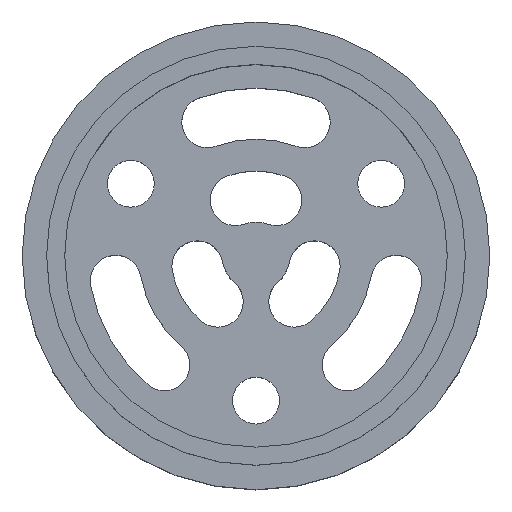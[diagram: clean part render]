
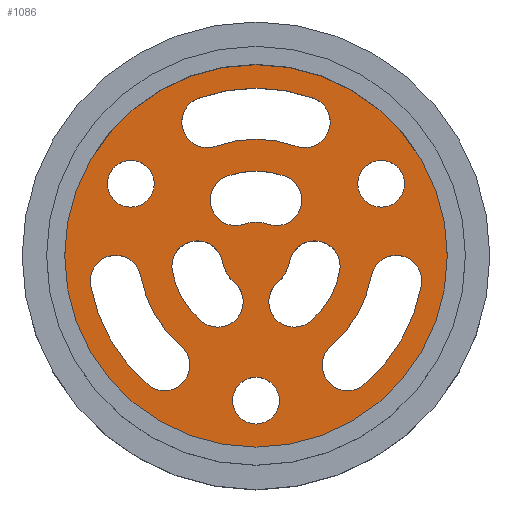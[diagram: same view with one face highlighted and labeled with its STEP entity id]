
A CAD part, top view. The second image highlights one B-rep face of the part: STEP entity #1086.
In plain terms, the highlighted planar face has unit normal (0, 0, 1).
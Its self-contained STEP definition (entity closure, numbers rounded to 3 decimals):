
#396 = VERTEX_POINT('',#397);
#397 = CARTESIAN_POINT('',(-3.535,-4.213,3.5));
#403 = EDGE_CURVE('',#396,#404,#406,.T.);
#404 = VERTEX_POINT('',#405);
#405 = CARTESIAN_POINT('',(-5.416,-0.955,3.5));
#406 = CIRCLE('',#407,5.5);
#407 = AXIS2_PLACEMENT_3D('',#408,#409,#410);
#408 = CARTESIAN_POINT('',(0.,0.,3.5)
  );
#409 = DIRECTION('',(0.,0.,-1.));
#410 = DIRECTION('',(1.,0.,0.));
#428 = VERTEX_POINT('',#429);
#429 = CARTESIAN_POINT('',(-7.78,-1.372,3.5));
#435 = EDGE_CURVE('',#428,#404,#436,.T.);
#436 = CIRCLE('',#437,1.2);
#437 = AXIS2_PLACEMENT_3D('',#438,#439,#440);
#438 = CARTESIAN_POINT('',(-6.598,-1.163,3.5));
#439 = DIRECTION('',(0.,0.,-1.));
#440 = DIRECTION('',(1.,0.,0.));
#453 = VERTEX_POINT('',#454);
#454 = CARTESIAN_POINT('',(-5.078,-6.052,3.5));
#460 = EDGE_CURVE('',#453,#428,#461,.T.);
#461 = CIRCLE('',#462,7.9);
#462 = AXIS2_PLACEMENT_3D('',#463,#464,#465);
#463 = CARTESIAN_POINT('',(0.,0.,3.5)
  );
#464 = DIRECTION('',(0.,0.,-1.));
#465 = DIRECTION('',(1.,0.,0.));
#478 = EDGE_CURVE('',#396,#453,#479,.T.);
#479 = CIRCLE('',#480,1.2);
#480 = AXIS2_PLACEMENT_3D('',#481,#482,#483);
#481 = CARTESIAN_POINT('',(-4.307,-5.132,3.5));
#482 = DIRECTION('',(0.,0.,-1.));
#483 = DIRECTION('',(1.,0.,0.));
#496 = VERTEX_POINT('',#497);
#497 = CARTESIAN_POINT('',(-1.028,-1.226,3.5));
#503 = EDGE_CURVE('',#496,#504,#506,.T.);
#504 = VERTEX_POINT('',#505);
#505 = CARTESIAN_POINT('',(-1.576,-0.278,3.5));
#506 = CIRCLE('',#507,1.6);
#507 = AXIS2_PLACEMENT_3D('',#508,#509,#510);
#508 = CARTESIAN_POINT('',(0.,0.,3.5));
#509 = DIRECTION('',(0.,0.,-1.));
#510 = DIRECTION('',(1.,0.,0.));
#528 = VERTEX_POINT('',#529);
#529 = CARTESIAN_POINT('',(-3.939,-0.695,3.5));
#535 = EDGE_CURVE('',#528,#504,#536,.T.);
#536 = CIRCLE('',#537,1.2);
#537 = AXIS2_PLACEMENT_3D('',#538,#539,#540);
#538 = CARTESIAN_POINT('',(-2.757,-0.486,3.5));
#539 = DIRECTION('',(0.,0.,-1.));
#540 = DIRECTION('',(1.,0.,0.));
#553 = VERTEX_POINT('',#554);
#554 = CARTESIAN_POINT('',(-2.571,-3.064,3.5));
#560 = EDGE_CURVE('',#553,#528,#561,.T.);
#561 = CIRCLE('',#562,4.);
#562 = AXIS2_PLACEMENT_3D('',#563,#564,#565);
#563 = CARTESIAN_POINT('',(0.,0.,3.5));
#564 = DIRECTION('',(0.,0.,-1.));
#565 = DIRECTION('',(1.,0.,0.));
#578 = EDGE_CURVE('',#496,#553,#579,.T.);
#579 = CIRCLE('',#580,1.2);
#580 = AXIS2_PLACEMENT_3D('',#581,#582,#583);
#581 = CARTESIAN_POINT('',(-1.8,-2.145,3.5));
#582 = DIRECTION('',(0.,0.,-1.));
#583 = DIRECTION('',(1.,0.,0.));
#621 = VERTEX_POINT('',#622);
#622 = CARTESIAN_POINT('',(3.939,-0.695,3.5));
#628 = EDGE_CURVE('',#621,#629,#631,.T.);
#629 = VERTEX_POINT('',#630);
#630 = CARTESIAN_POINT('',(2.571,-3.064,3.5));
#631 = CIRCLE('',#632,4.);
#632 = AXIS2_PLACEMENT_3D('',#633,#634,#635);
#633 = CARTESIAN_POINT('',(0.,0.,3.5));
#634 = DIRECTION('',(0.,0.,-1.));
#635 = DIRECTION('',(1.,0.,0.));
#653 = VERTEX_POINT('',#654);
#654 = CARTESIAN_POINT('',(1.576,-0.278,3.5));
#660 = EDGE_CURVE('',#653,#621,#661,.T.);
#661 = CIRCLE('',#662,1.2);
#662 = AXIS2_PLACEMENT_3D('',#663,#664,#665);
#663 = CARTESIAN_POINT('',(2.757,-0.486,3.5));
#664 = DIRECTION('',(0.,0.,-1.));
#665 = DIRECTION('',(1.,0.,0.));
#678 = EDGE_CURVE('',#653,#679,#681,.T.);
#679 = VERTEX_POINT('',#680);
#680 = CARTESIAN_POINT('',(1.028,-1.226,3.5));
#681 = CIRCLE('',#682,1.6);
#682 = AXIS2_PLACEMENT_3D('',#683,#684,#685);
#683 = CARTESIAN_POINT('',(0.,0.,3.5));
#684 = DIRECTION('',(0.,0.,-1.));
#685 = DIRECTION('',(1.,0.,0.));
#703 = EDGE_CURVE('',#629,#679,#704,.T.);
#704 = CIRCLE('',#705,1.2);
#705 = AXIS2_PLACEMENT_3D('',#706,#707,#708);
#706 = CARTESIAN_POINT('',(1.8,-2.145,3.5));
#707 = DIRECTION('',(0.,0.,-1.));
#708 = DIRECTION('',(1.,0.,0.));
#721 = VERTEX_POINT('',#722);
#722 = CARTESIAN_POINT('',(5.416,-0.955,3.5));
#728 = EDGE_CURVE('',#721,#729,#731,.T.);
#729 = VERTEX_POINT('',#730);
#730 = CARTESIAN_POINT('',(3.535,-4.213,3.5));
#731 = CIRCLE('',#732,5.5);
#732 = AXIS2_PLACEMENT_3D('',#733,#734,#735);
#733 = CARTESIAN_POINT('',(0.,0.,3.5)
  );
#734 = DIRECTION('',(0.,0.,-1.));
#735 = DIRECTION('',(1.,0.,0.));
#753 = VERTEX_POINT('',#754);
#754 = CARTESIAN_POINT('',(5.078,-6.052,3.5));
#760 = EDGE_CURVE('',#753,#729,#761,.T.);
#761 = CIRCLE('',#762,1.2);
#762 = AXIS2_PLACEMENT_3D('',#763,#764,#765);
#763 = CARTESIAN_POINT('',(4.307,-5.132,3.5));
#764 = DIRECTION('',(0.,0.,-1.));
#765 = DIRECTION('',(1.,0.,0.));
#778 = VERTEX_POINT('',#779);
#779 = CARTESIAN_POINT('',(7.78,-1.372,3.5));
#785 = EDGE_CURVE('',#778,#753,#786,.T.);
#786 = CIRCLE('',#787,7.9);
#787 = AXIS2_PLACEMENT_3D('',#788,#789,#790);
#788 = CARTESIAN_POINT('',(0.,0.,3.5)
  );
#789 = DIRECTION('',(0.,0.,-1.));
#790 = DIRECTION('',(1.,0.,0.));
#803 = EDGE_CURVE('',#721,#778,#804,.T.);
#804 = CIRCLE('',#805,1.2);
#805 = AXIS2_PLACEMENT_3D('',#806,#807,#808);
#806 = CARTESIAN_POINT('',(6.598,-1.163,3.5));
#807 = DIRECTION('',(0.,0.,-1.));
#808 = DIRECTION('',(1.,0.,0.));
#846 = VERTEX_POINT('',#847);
#847 = CARTESIAN_POINT('',(-0.547,1.504,3.5));
#853 = EDGE_CURVE('',#846,#854,#856,.T.);
#854 = VERTEX_POINT('',#855);
#855 = CARTESIAN_POINT('',(0.547,1.504,3.5));
#856 = CIRCLE('',#857,1.6);
#857 = AXIS2_PLACEMENT_3D('',#858,#859,#860);
#858 = CARTESIAN_POINT('',(0.,0.,3.5)
  );
#859 = DIRECTION('',(0.,0.,-1.));
#860 = DIRECTION('',(1.,0.,0.));
#878 = VERTEX_POINT('',#879);
#879 = CARTESIAN_POINT('',(1.368,3.759,3.5));
#885 = EDGE_CURVE('',#878,#854,#886,.T.);
#886 = CIRCLE('',#887,1.2);
#887 = AXIS2_PLACEMENT_3D('',#888,#889,#890);
#888 = CARTESIAN_POINT('',(0.958,2.631,3.5));
#889 = DIRECTION('',(0.,0.,-1.));
#890 = DIRECTION('',(1.,0.,0.));
#903 = VERTEX_POINT('',#904);
#904 = CARTESIAN_POINT('',(-1.368,3.759,3.5));
#910 = EDGE_CURVE('',#903,#878,#911,.T.);
#911 = CIRCLE('',#912,4.);
#912 = AXIS2_PLACEMENT_3D('',#913,#914,#915);
#913 = CARTESIAN_POINT('',(0.,0.,3.5));
#914 = DIRECTION('',(0.,0.,-1.));
#915 = DIRECTION('',(1.,0.,0.));
#928 = EDGE_CURVE('',#846,#903,#929,.T.);
#929 = CIRCLE('',#930,1.2);
#930 = AXIS2_PLACEMENT_3D('',#931,#932,#933);
#931 = CARTESIAN_POINT('',(-0.958,2.631,3.5));
#932 = DIRECTION('',(0.,0.,-1.));
#933 = DIRECTION('',(1.,0.,0.));
#971 = VERTEX_POINT('',#972);
#972 = CARTESIAN_POINT('',(-1.881,5.168,3.5));
#978 = EDGE_CURVE('',#971,#979,#981,.T.);
#979 = VERTEX_POINT('',#980);
#980 = CARTESIAN_POINT('',(1.881,5.168,3.5));
#981 = CIRCLE('',#982,5.5);
#982 = AXIS2_PLACEMENT_3D('',#983,#984,#985);
#983 = CARTESIAN_POINT('',(0.,0.,3.5));
#984 = DIRECTION('',(0.,0.,-1.));
#985 = DIRECTION('',(1.,0.,0.));
#1003 = VERTEX_POINT('',#1004);
#1004 = CARTESIAN_POINT('',(2.702,7.424,3.5));
#1010 = EDGE_CURVE('',#1003,#979,#1011,.T.);
#1011 = CIRCLE('',#1012,1.2);
#1012 = AXIS2_PLACEMENT_3D('',#1013,#1014,#1015);
#1013 = CARTESIAN_POINT('',(2.292,6.296,3.5));
#1014 = DIRECTION('',(0.,0.,-1.));
#1015 = DIRECTION('',(1.,0.,0.));
#1028 = VERTEX_POINT('',#1029);
#1029 = CARTESIAN_POINT('',(-2.702,7.424,3.5));
#1035 = EDGE_CURVE('',#1028,#1003,#1036,.T.);
#1036 = CIRCLE('',#1037,7.9);
#1037 = AXIS2_PLACEMENT_3D('',#1038,#1039,#1040);
#1038 = CARTESIAN_POINT('',(0.,0.,3.5)
  );
#1039 = DIRECTION('',(0.,0.,-1.));
#1040 = DIRECTION('',(1.,0.,0.));
#1053 = EDGE_CURVE('',#971,#1028,#1054,.T.);
#1054 = CIRCLE('',#1055,1.2);
#1055 = AXIS2_PLACEMENT_3D('',#1056,#1057,#1058);
#1056 = CARTESIAN_POINT('',(-2.292,6.296,3.5));
#1057 = DIRECTION('',(0.,0.,-1.));
#1058 = DIRECTION('',(1.,0.,0.));
#1086 = ADVANCED_FACE('',(#1087,#1098,#1104,#1110,#1121,#1127,#1133,
    #1144,#1150,#1161),#1167,.T.);
#1087 = FACE_BOUND('',#1088,.T.);
#1088 = EDGE_LOOP('',(#1089));
#1089 = ORIENTED_EDGE('',*,*,#1090,.T.);
#1090 = EDGE_CURVE('',#1091,#1091,#1093,.T.);
#1091 = VERTEX_POINT('',#1092);
#1092 = CARTESIAN_POINT('',(9.,0.,3.5));
#1093 = CIRCLE('',#1094,9.);
#1094 = AXIS2_PLACEMENT_3D('',#1095,#1096,#1097);
#1095 = CARTESIAN_POINT('',(0.,0.,3.5));
#1096 = DIRECTION('',(0.,0.,1.));
#1097 = DIRECTION('',(1.,0.,0.));
#1098 = FACE_BOUND('',#1099,.T.);
#1099 = EDGE_LOOP('',(#1100,#1101,#1102,#1103));
#1100 = ORIENTED_EDGE('',*,*,#403,.F.);
#1101 = ORIENTED_EDGE('',*,*,#478,.T.);
#1102 = ORIENTED_EDGE('',*,*,#460,.T.);
#1103 = ORIENTED_EDGE('',*,*,#435,.T.);
#1104 = FACE_BOUND('',#1105,.T.);
#1105 = EDGE_LOOP('',(#1106,#1107,#1108,#1109));
#1106 = ORIENTED_EDGE('',*,*,#503,.F.);
#1107 = ORIENTED_EDGE('',*,*,#578,.T.);
#1108 = ORIENTED_EDGE('',*,*,#560,.T.);
#1109 = ORIENTED_EDGE('',*,*,#535,.T.);
#1110 = FACE_BOUND('',#1111,.T.);
#1111 = EDGE_LOOP('',(#1112));
#1112 = ORIENTED_EDGE('',*,*,#1113,.T.);
#1113 = EDGE_CURVE('',#1114,#1114,#1116,.T.);
#1114 = VERTEX_POINT('',#1115);
#1115 = CARTESIAN_POINT('',(1.1,-6.8,3.5));
#1116 = CIRCLE('',#1117,1.1);
#1117 = AXIS2_PLACEMENT_3D('',#1118,#1119,#1120);
#1118 = CARTESIAN_POINT('',(0.,-6.8,3.5));
#1119 = DIRECTION('',(0.,0.,-1.));
#1120 = DIRECTION('',(1.,0.,0.));
#1121 = FACE_BOUND('',#1122,.T.);
#1122 = EDGE_LOOP('',(#1123,#1124,#1125,#1126));
#1123 = ORIENTED_EDGE('',*,*,#628,.T.);
#1124 = ORIENTED_EDGE('',*,*,#703,.T.);
#1125 = ORIENTED_EDGE('',*,*,#678,.F.);
#1126 = ORIENTED_EDGE('',*,*,#660,.T.);
#1127 = FACE_BOUND('',#1128,.T.);
#1128 = EDGE_LOOP('',(#1129,#1130,#1131,#1132));
#1129 = ORIENTED_EDGE('',*,*,#728,.F.);
#1130 = ORIENTED_EDGE('',*,*,#803,.T.);
#1131 = ORIENTED_EDGE('',*,*,#785,.T.);
#1132 = ORIENTED_EDGE('',*,*,#760,.T.);
#1133 = FACE_BOUND('',#1134,.T.);
#1134 = EDGE_LOOP('',(#1135));
#1135 = ORIENTED_EDGE('',*,*,#1136,.T.);
#1136 = EDGE_CURVE('',#1137,#1137,#1139,.T.);
#1137 = VERTEX_POINT('',#1138);
#1138 = CARTESIAN_POINT('',(-4.789,3.4,3.5));
#1139 = CIRCLE('',#1140,1.1);
#1140 = AXIS2_PLACEMENT_3D('',#1141,#1142,#1143);
#1141 = CARTESIAN_POINT('',(-5.889,3.4,3.5));
#1142 = DIRECTION('',(0.,0.,-1.));
#1143 = DIRECTION('',(1.,0.,0.));
#1144 = FACE_BOUND('',#1145,.T.);
#1145 = EDGE_LOOP('',(#1146,#1147,#1148,#1149));
#1146 = ORIENTED_EDGE('',*,*,#853,.F.);
#1147 = ORIENTED_EDGE('',*,*,#928,.T.);
#1148 = ORIENTED_EDGE('',*,*,#910,.T.);
#1149 = ORIENTED_EDGE('',*,*,#885,.T.);
#1150 = FACE_BOUND('',#1151,.T.);
#1151 = EDGE_LOOP('',(#1152));
#1152 = ORIENTED_EDGE('',*,*,#1153,.T.);
#1153 = EDGE_CURVE('',#1154,#1154,#1156,.T.);
#1154 = VERTEX_POINT('',#1155);
#1155 = CARTESIAN_POINT('',(6.989,3.4,3.5));
#1156 = CIRCLE('',#1157,1.1);
#1157 = AXIS2_PLACEMENT_3D('',#1158,#1159,#1160);
#1158 = CARTESIAN_POINT('',(5.889,3.4,3.5));
#1159 = DIRECTION('',(0.,0.,-1.));
#1160 = DIRECTION('',(1.,0.,0.));
#1161 = FACE_BOUND('',#1162,.T.);
#1162 = EDGE_LOOP('',(#1163,#1164,#1165,#1166));
#1163 = ORIENTED_EDGE('',*,*,#978,.F.);
#1164 = ORIENTED_EDGE('',*,*,#1053,.T.);
#1165 = ORIENTED_EDGE('',*,*,#1035,.T.);
#1166 = ORIENTED_EDGE('',*,*,#1010,.T.);
#1167 = PLANE('',#1168);
#1168 = AXIS2_PLACEMENT_3D('',#1169,#1170,#1171);
#1169 = CARTESIAN_POINT('',(0.,0.,3.5)
  );
#1170 = DIRECTION('',(0.,0.,1.));
#1171 = DIRECTION('',(1.,0.,0.));
